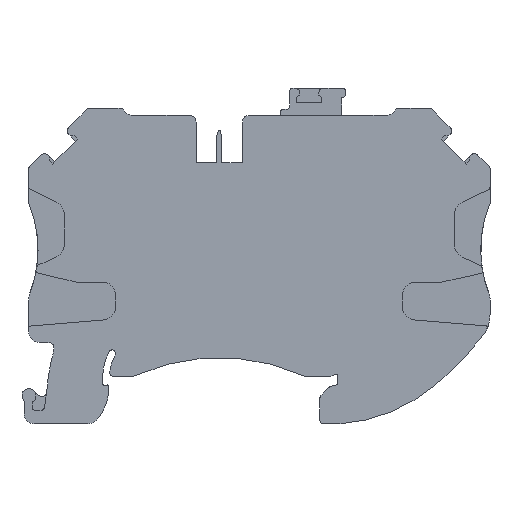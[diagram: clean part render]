
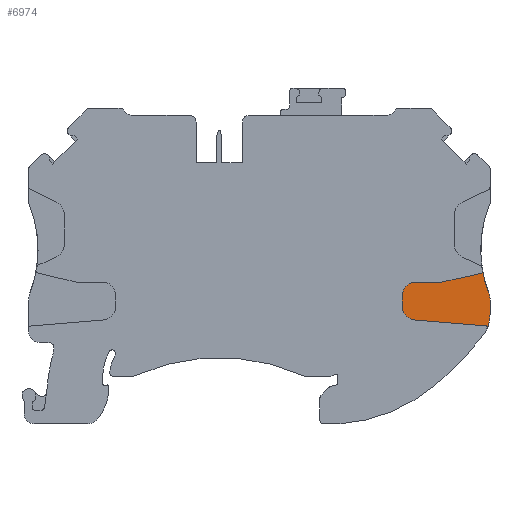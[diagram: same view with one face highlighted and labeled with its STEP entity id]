
A CAD part, front view. The second image highlights one B-rep face of the part: STEP entity #6974.
In plain terms, the highlighted planar face has unit normal (0, -1, 0).
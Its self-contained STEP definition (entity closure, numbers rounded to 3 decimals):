
#145=CIRCLE('',#7209,2.);
#146=CIRCLE('',#7212,5.581);
#147=CIRCLE('',#7214,4.856);
#151=CIRCLE('',#7219,17.875);
#160=CIRCLE('',#7240,0.25);
#163=CIRCLE('',#7245,0.25);
#234=CIRCLE('',#7412,2.);
#236=CIRCLE('',#7416,2.);
#1544=ORIENTED_EDGE('',*,*,#2469,.F.);
#1545=ORIENTED_EDGE('',*,*,#2465,.F.);
#1546=ORIENTED_EDGE('',*,*,#2463,.F.);
#1547=ORIENTED_EDGE('',*,*,#2501,.F.);
#1548=ORIENTED_EDGE('',*,*,#2218,.T.);
#1549=ORIENTED_EDGE('',*,*,#2171,.F.);
#1550=ORIENTED_EDGE('',*,*,#2169,.F.);
#1551=ORIENTED_EDGE('',*,*,#2167,.F.);
#1552=ORIENTED_EDGE('',*,*,#2165,.T.);
#1553=ORIENTED_EDGE('',*,*,#2179,.F.);
#1554=ORIENTED_EDGE('',*,*,#2211,.T.);
#1555=ORIENTED_EDGE('',*,*,#2214,.F.);
#1556=ORIENTED_EDGE('',*,*,#2502,.F.);
#2165=EDGE_CURVE('',#2873,#2872,#145,.F.);
#2167=EDGE_CURVE('',#2873,#2874,#3325,.T.);
#2169=EDGE_CURVE('',#2874,#2875,#146,.T.);
#2171=EDGE_CURVE('',#2875,#2876,#147,.T.);
#2179=EDGE_CURVE('',#2883,#2872,#151,.F.);
#2211=EDGE_CURVE('',#2883,#2905,#160,.T.);
#2214=EDGE_CURVE('',#2907,#2905,#3356,.T.);
#2218=EDGE_CURVE('',#2910,#2876,#163,.T.);
#2463=EDGE_CURVE('',#3036,#3033,#234,.T.);
#2465=EDGE_CURVE('',#3033,#3038,#3534,.T.);
#2469=EDGE_CURVE('',#3038,#3040,#236,.T.);
#2501=EDGE_CURVE('',#2910,#3036,#3564,.T.);
#2502=EDGE_CURVE('',#3040,#2907,#3565,.T.);
#2872=VERTEX_POINT('',#9666);
#2873=VERTEX_POINT('',#9668);
#2874=VERTEX_POINT('',#9672);
#2875=VERTEX_POINT('',#9676);
#2876=VERTEX_POINT('',#9680);
#2883=VERTEX_POINT('',#9695);
#2905=VERTEX_POINT('',#9762);
#2907=VERTEX_POINT('',#9768);
#2910=VERTEX_POINT('',#9776);
#3033=VERTEX_POINT('',#10235);
#3036=VERTEX_POINT('',#10242);
#3038=VERTEX_POINT('',#10248);
#3040=VERTEX_POINT('',#10253);
#3325=LINE('',#9671,#3837);
#3356=LINE('',#9767,#3868);
#3534=LINE('',#10247,#4046);
#3564=LINE('',#10322,#4076);
#3565=LINE('',#10323,#4077);
#3837=VECTOR('',#8065,1000.);
#3868=VECTOR('',#8160,1000.);
#4046=VECTOR('',#8680,1000.);
#4076=VECTOR('',#8764,1000.);
#4077=VECTOR('',#8765,1000.);
#4359=EDGE_LOOP('',(#1544,#1545,#1546,#1547,#1548,#1549,#1550,#1551,#1552,
#1553,#1554,#1555,#1556));
#4649=FACE_BOUND('',#4359,.T.);
#4844=PLANE('',#7440);
#6974=ADVANCED_FACE('',(#4649),#4844,.F.);
#7209=AXIS2_PLACEMENT_3D('',#9667,#8060,#8061);
#7212=AXIS2_PLACEMENT_3D('',#9675,#8069,#8070);
#7214=AXIS2_PLACEMENT_3D('',#9679,#8074,#8075);
#7219=AXIS2_PLACEMENT_3D('',#9696,#8088,#8089);
#7240=AXIS2_PLACEMENT_3D('',#9761,#8153,#8154);
#7245=AXIS2_PLACEMENT_3D('',#9775,#8167,#8168);
#7412=AXIS2_PLACEMENT_3D('',#10243,#8675,#8676);
#7416=AXIS2_PLACEMENT_3D('',#10255,#8687,#8688);
#7440=AXIS2_PLACEMENT_3D('',#10321,#8762,#8763);
#8060=DIRECTION('',(0.,1.,0.));
#8061=DIRECTION('',(0.,0.,1.));
#8065=DIRECTION('',(0.,0.,-1.));
#8069=DIRECTION('',(0.,1.,0.));
#8070=DIRECTION('',(0.,0.,1.));
#8074=DIRECTION('',(0.,1.,0.));
#8075=DIRECTION('',(0.,0.,1.));
#8088=DIRECTION('',(0.,1.,0.));
#8089=DIRECTION('',(0.,0.,1.));
#8153=DIRECTION('',(0.,1.,0.));
#8154=DIRECTION('',(0.,0.,1.));
#8160=DIRECTION('',(0.976,0.,0.218));
#8167=DIRECTION('',(0.,1.,0.));
#8168=DIRECTION('',(0.,0.,1.));
#8675=DIRECTION('',(0.,1.,0.));
#8676=DIRECTION('',(0.,0.,1.));
#8680=DIRECTION('',(0.,0.,1.));
#8687=DIRECTION('',(0.,1.,0.));
#8688=DIRECTION('',(0.,0.,1.));
#8762=DIRECTION('',(0.,1.,0.));
#8763=DIRECTION('',(0.,0.,1.));
#8764=DIRECTION('',(-0.997,0.,0.083));
#8765=DIRECTION('',(1.,0.,0.));
#9666=CARTESIAN_POINT('',(38.162,2.57,-8.357));
#9667=CARTESIAN_POINT('',(36.3,2.57,-9.088));
#9668=CARTESIAN_POINT('',(38.3,2.57,-9.088));
#9671=CARTESIAN_POINT('',(38.3,2.57,-6.6));
#9672=CARTESIAN_POINT('',(38.3,2.57,-11.334));
#9675=CARTESIAN_POINT('',(32.719,2.57,-11.334));
#9676=CARTESIAN_POINT('',(38.18,2.57,-12.484));
#9679=CARTESIAN_POINT('',(33.428,2.57,-11.483));
#9680=CARTESIAN_POINT('',(37.892,2.57,-13.397));
#9695=CARTESIAN_POINT('',(37.212,2.57,-5.013));
#9696=CARTESIAN_POINT('',(54.8,2.57,-1.824));
#9761=CARTESIAN_POINT('',(36.966,2.57,-5.057));
#9762=CARTESIAN_POINT('',(37.02,2.57,-5.301));
#9767=CARTESIAN_POINT('',(31.21,2.57,-6.6));
#9768=CARTESIAN_POINT('',(31.21,2.57,-6.6));
#9775=CARTESIAN_POINT('',(37.662,2.57,-13.298));
#9776=CARTESIAN_POINT('',(37.683,2.57,-13.049));
#10235=CARTESIAN_POINT('',(25.36,2.57,-10.187));
#10242=CARTESIAN_POINT('',(27.195,2.57,-12.18));
#10243=CARTESIAN_POINT('',(27.36,2.57,-10.187));
#10247=CARTESIAN_POINT('',(25.36,2.57,0.));
#10248=CARTESIAN_POINT('',(25.36,2.57,-8.6));
#10253=CARTESIAN_POINT('',(27.36,2.57,-6.6));
#10255=CARTESIAN_POINT('',(27.36,2.57,-8.6));
#10321=CARTESIAN_POINT('',(0.,2.57,0.));
#10322=CARTESIAN_POINT('',(23.81,2.57,-11.9));
#10323=CARTESIAN_POINT('',(23.81,2.57,-6.6));
